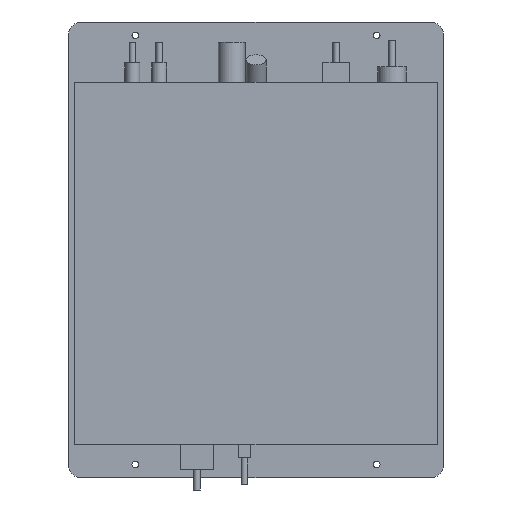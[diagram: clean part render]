
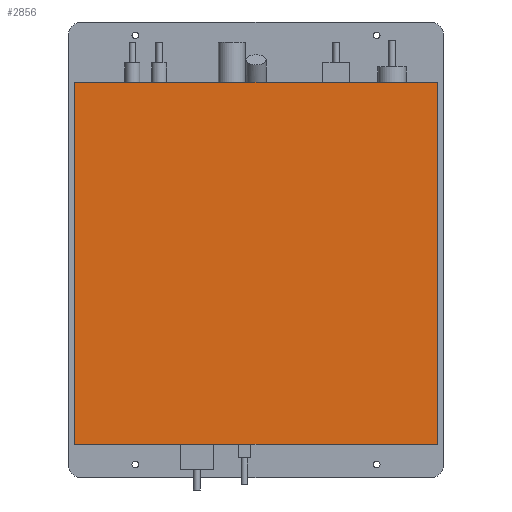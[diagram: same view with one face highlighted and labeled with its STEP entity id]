
A CAD part, front view. The second image highlights one B-rep face of the part: STEP entity #2856.
In plain terms, the highlighted planar face has unit normal (0, -1, 0).
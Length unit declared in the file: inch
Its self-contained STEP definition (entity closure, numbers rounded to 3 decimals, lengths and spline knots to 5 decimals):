
#1=DIRECTION('',(0.,0.,1.));
#2=VECTOR('',#1,13.5);
#3=CARTESIAN_POINT('',(-6.75,0.,-6.75));
#4=LINE('',#3,#2);
#5=DIRECTION('',(1.,0.,0.));
#6=VECTOR('',#5,13.5);
#7=CARTESIAN_POINT('',(-6.75,0.,6.75));
#8=LINE('',#7,#6);
#9=DIRECTION('',(0.,0.,-1.));
#10=VECTOR('',#9,13.5);
#11=CARTESIAN_POINT('',(6.75,0.,6.75));
#12=LINE('',#11,#10);
#13=DIRECTION('',(-1.,0.,0.));
#14=VECTOR('',#13,13.5);
#15=CARTESIAN_POINT('',(6.75,0.,-6.75));
#16=LINE('',#15,#14);
#2223=CARTESIAN_POINT('',(-6.75,0.,-6.75));
#2224=CARTESIAN_POINT('',(-6.75,0.,6.75));
#2225=VERTEX_POINT('',#2223);
#2226=VERTEX_POINT('',#2224);
#2227=CARTESIAN_POINT('',(6.75,0.,6.75));
#2228=VERTEX_POINT('',#2227);
#2229=CARTESIAN_POINT('',(6.75,0.,-6.75));
#2230=VERTEX_POINT('',#2229);
#2841=CARTESIAN_POINT('',(0.,0.,0.));
#2842=DIRECTION('',(0.,1.,0.));
#2843=DIRECTION('',(1.,0.,0.));
#2844=AXIS2_PLACEMENT_3D('',#2841,#2842,#2843);
#2845=PLANE('',#2844);
#2847=ORIENTED_EDGE('',*,*,#2846,.T.);
#2849=ORIENTED_EDGE('',*,*,#2848,.T.);
#2851=ORIENTED_EDGE('',*,*,#2850,.T.);
#2853=ORIENTED_EDGE('',*,*,#2852,.T.);
#2854=EDGE_LOOP('',(#2847,#2849,#2851,#2853));
#2855=FACE_OUTER_BOUND('',#2854,.F.);
#2856=ADVANCED_FACE('',(#2855),#2845,.F.);
#2846=EDGE_CURVE('',#2225,#2226,#4,.T.);
#2848=EDGE_CURVE('',#2226,#2228,#8,.T.);
#2850=EDGE_CURVE('',#2228,#2230,#12,.T.);
#2852=EDGE_CURVE('',#2230,#2225,#16,.T.);
